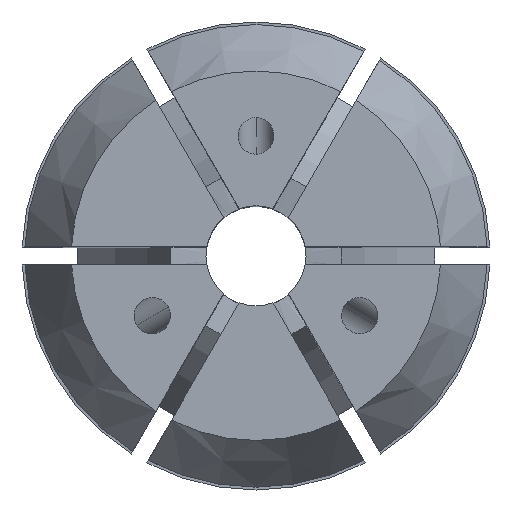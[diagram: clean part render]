
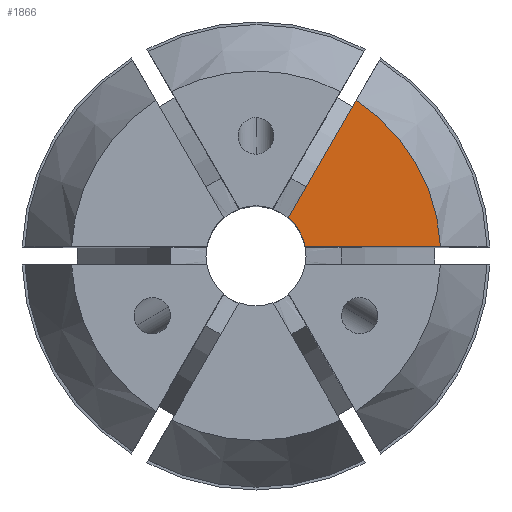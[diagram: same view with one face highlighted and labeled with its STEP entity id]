
A CAD part, top view. The second image highlights one B-rep face of the part: STEP entity #1866.
In plain terms, the highlighted planar face has unit normal (0, 0, 1).
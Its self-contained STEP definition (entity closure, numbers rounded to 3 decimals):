
#57 = AXIS2_PLACEMENT_3D ( 'NONE', #3197, #3933, #3944 ) ;
#130 = CARTESIAN_POINT ( 'NONE',  ( 0., 0.5, 34. ) ) ;
#263 = CARTESIAN_POINT ( 'NONE',  ( 0., 0., 34. ) ) ;
#308 = CARTESIAN_POINT ( 'NONE',  ( 4.877, 7.447, 34. ) ) ;
#374 = VERTEX_POINT ( 'NONE', #2118 ) ;
#510 = DIRECTION ( 'NONE',  ( 1., 0., 0. ) ) ;
#711 = PLANE ( 'NONE',  #57 ) ;
#832 = VECTOR ( 'NONE', #1565, 1000. ) ;
#951 = DIRECTION ( 'NONE',  ( -1., 0., 0. ) ) ;
#988 = EDGE_CURVE ( 'NONE', #1707, #374, #3194, .T. ) ;
#1054 = EDGE_CURVE ( 'NONE', #374, #1285, #3392, .T. ) ;
#1084 = VECTOR ( 'NONE', #2045, 1000. ) ;
#1267 = DIRECTION ( 'NONE',  ( 0., 0., -1. ) ) ;
#1285 = VERTEX_POINT ( 'NONE', #2023 ) ;
#1363 = EDGE_LOOP ( 'NONE', ( #3852, #3478, #3579, #3738 ) ) ;
#1474 = EDGE_CURVE ( 'NONE', #3308, #1707, #1608, .T. ) ;
#1475 = CARTESIAN_POINT ( 'NONE',  ( 5.558, 8.627, 34. ) ) ;
#1565 = DIRECTION ( 'NONE',  ( 0.5, 0.866, 0. ) ) ;
#1608 = CIRCLE ( 'NONE', #3258, 10.263 ) ;
#1707 = VERTEX_POINT ( 'NONE', #2720 ) ;
#1866 = ADVANCED_FACE ( 'NONE', ( #2828 ), #711, .T. ) ;
#2023 = CARTESIAN_POINT ( 'NONE',  ( 1.799, 2.117, 34. ) ) ;
#2045 = DIRECTION ( 'NONE',  ( -1., 0., 0. ) ) ;
#2055 = CARTESIAN_POINT ( 'NONE',  ( 0., 0., 34. ) ) ;
#2118 = CARTESIAN_POINT ( 'NONE',  ( 2.733, 0.5, 34. ) ) ;
#2488 = LINE ( 'NONE', #308, #832 ) ;
#2720 = CARTESIAN_POINT ( 'NONE',  ( 10.251, 0.5, 34. ) ) ;
#2725 = DIRECTION ( 'NONE',  ( 0., 0., 1. ) ) ;
#2828 = FACE_OUTER_BOUND ( 'NONE', #1363, .T. ) ;
#3186 = EDGE_CURVE ( 'NONE', #1285, #3308, #2488, .T. ) ;
#3194 = LINE ( 'NONE', #130, #1084 ) ;
#3197 = CARTESIAN_POINT ( 'NONE',  ( 0., 10.263, 34. ) ) ;
#3258 = AXIS2_PLACEMENT_3D ( 'NONE', #263, #1267, #951 ) ;
#3308 = VERTEX_POINT ( 'NONE', #1475 ) ;
#3337 = AXIS2_PLACEMENT_3D ( 'NONE', #2055, #2725, #510 ) ;
#3392 = CIRCLE ( 'NONE', #3337, 2.778 ) ;
#3478 = ORIENTED_EDGE ( 'NONE', *, *, #1054, .F. ) ;
#3579 = ORIENTED_EDGE ( 'NONE', *, *, #988, .F. ) ;
#3738 = ORIENTED_EDGE ( 'NONE', *, *, #1474, .F. ) ;
#3852 = ORIENTED_EDGE ( 'NONE', *, *, #3186, .F. ) ;
#3933 = DIRECTION ( 'NONE',  ( 0., 0., 1. ) ) ;
#3944 = DIRECTION ( 'NONE',  ( 1., 0., 0. ) ) ;
